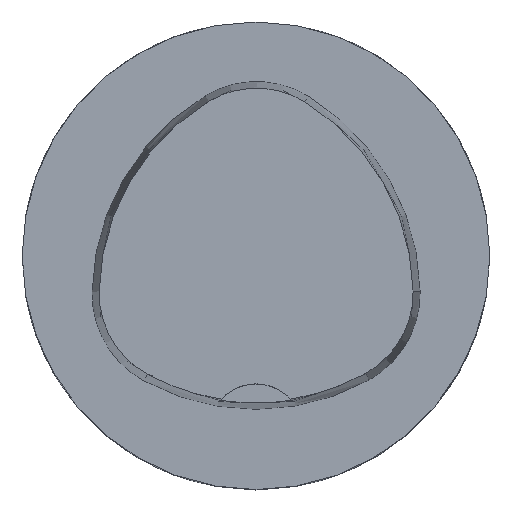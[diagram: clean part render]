
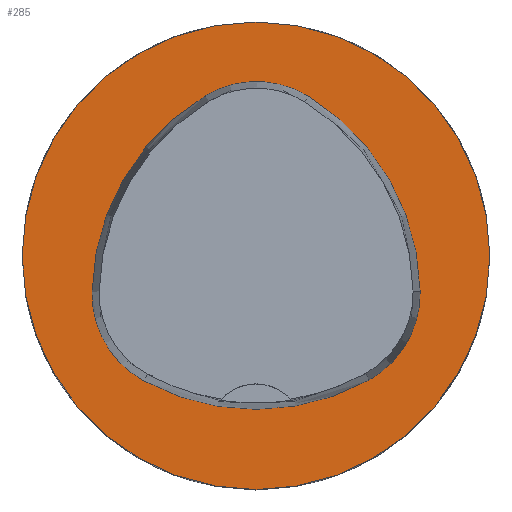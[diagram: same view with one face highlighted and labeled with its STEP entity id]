
A CAD part, top view. The second image highlights one B-rep face of the part: STEP entity #285.
In plain terms, the highlighted planar face has unit normal (0, 0, 1).
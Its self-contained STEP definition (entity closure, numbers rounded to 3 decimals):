
#136=FACE_BOUND('',#529,.T.);
#137=FACE_BOUND('',#530,.T.);
#199=CIRCLE('',#1997,20.);
#201=CIRCLE('',#2000,8.5);
#203=CIRCLE('',#2003,20.);
#205=CIRCLE('',#2006,8.5);
#208=CIRCLE('',#2010,20.);
#211=CIRCLE('',#2014,8.5);
#214=CIRCLE('',#2019,20.);
#285=ADVANCED_FACE('',(#136,#137),#348,.T.);
#348=PLANE('',#2020);
#529=EDGE_LOOP('',(#1240,#1241,#1242,#1243,#1244,#1245));
#530=EDGE_LOOP('',(#1246));
#1240=ORIENTED_EDGE('',*,*,#1735,.F.);
#1241=ORIENTED_EDGE('',*,*,#1730,.F.);
#1242=ORIENTED_EDGE('',*,*,#1725,.F.);
#1243=ORIENTED_EDGE('',*,*,#1722,.F.);
#1244=ORIENTED_EDGE('',*,*,#1719,.F.);
#1245=ORIENTED_EDGE('',*,*,#1715,.F.);
#1246=ORIENTED_EDGE('',*,*,#1738,.T.);
#1492=VERTEX_POINT('',#3251);
#1493=VERTEX_POINT('',#3252);
#1496=VERTEX_POINT('',#3260);
#1498=VERTEX_POINT('',#3266);
#1500=VERTEX_POINT('',#3272);
#1504=VERTEX_POINT('',#3285);
#1508=VERTEX_POINT('',#3303);
#1715=EDGE_CURVE('',#1492,#1493,#199,.T.);
#1719=EDGE_CURVE('',#1493,#1496,#201,.T.);
#1722=EDGE_CURVE('',#1496,#1498,#203,.T.);
#1725=EDGE_CURVE('',#1498,#1500,#205,.T.);
#1730=EDGE_CURVE('',#1500,#1504,#208,.T.);
#1735=EDGE_CURVE('',#1504,#1492,#211,.T.);
#1738=EDGE_CURVE('',#1508,#1508,#214,.T.);
#1997=AXIS2_PLACEMENT_3D('',#3250,#2424,#2425);
#2000=AXIS2_PLACEMENT_3D('',#3259,#2432,#2433);
#2003=AXIS2_PLACEMENT_3D('',#3265,#2439,#2440);
#2006=AXIS2_PLACEMENT_3D('',#3271,#2446,#2447);
#2010=AXIS2_PLACEMENT_3D('',#3284,#2455,#2456);
#2014=AXIS2_PLACEMENT_3D('',#3297,#2464,#2465);
#2019=AXIS2_PLACEMENT_3D('',#3302,#2474,#2475);
#2020=AXIS2_PLACEMENT_3D('',#3304,#2476,#2477);
#2424=DIRECTION('',(0.,0.,1.));
#2425=DIRECTION('',(1.,0.,0.));
#2432=DIRECTION('',(0.,0.,1.));
#2433=DIRECTION('',(1.,0.,0.));
#2439=DIRECTION('',(0.,0.,1.));
#2440=DIRECTION('',(1.,0.,0.));
#2446=DIRECTION('',(0.,0.,1.));
#2447=DIRECTION('',(1.,0.,0.));
#2455=DIRECTION('',(0.,0.,1.));
#2456=DIRECTION('',(1.,0.,0.));
#2464=DIRECTION('',(0.,0.,1.));
#2465=DIRECTION('',(1.,0.,0.));
#2474=DIRECTION('',(0.,0.,1.));
#2475=DIRECTION('',(1.,0.,0.));
#2476=DIRECTION('',(0.,0.,1.));
#2477=DIRECTION('',(-1.,0.,0.));
#3250=CARTESIAN_POINT('',(-5.955,-3.414,0.));
#3251=CARTESIAN_POINT('',(14.041,-3.042,0.));
#3252=CARTESIAN_POINT('',(4.472,13.653,0.));
#3259=CARTESIAN_POINT('',(0.04,6.4,0.));
#3260=CARTESIAN_POINT('',(-4.347,13.68,0.));
#3265=CARTESIAN_POINT('',(5.976,-3.45,0.));
#3266=CARTESIAN_POINT('',(-14.021,-3.075,0.));
#3271=CARTESIAN_POINT('',(-5.522,-3.235,0.));
#3272=CARTESIAN_POINT('',(-9.588,-10.699,0.));
#3284=CARTESIAN_POINT('',(-0.022,6.864,0.));
#3285=CARTESIAN_POINT('',(9.655,-10.639,0.));
#3297=CARTESIAN_POINT('',(5.543,-3.2,0.));
#3302=CARTESIAN_POINT('',(0.,0.,0.));
#3303=CARTESIAN_POINT('',(20.,0.,0.));
#3304=CARTESIAN_POINT('',(0.,0.,0.));
